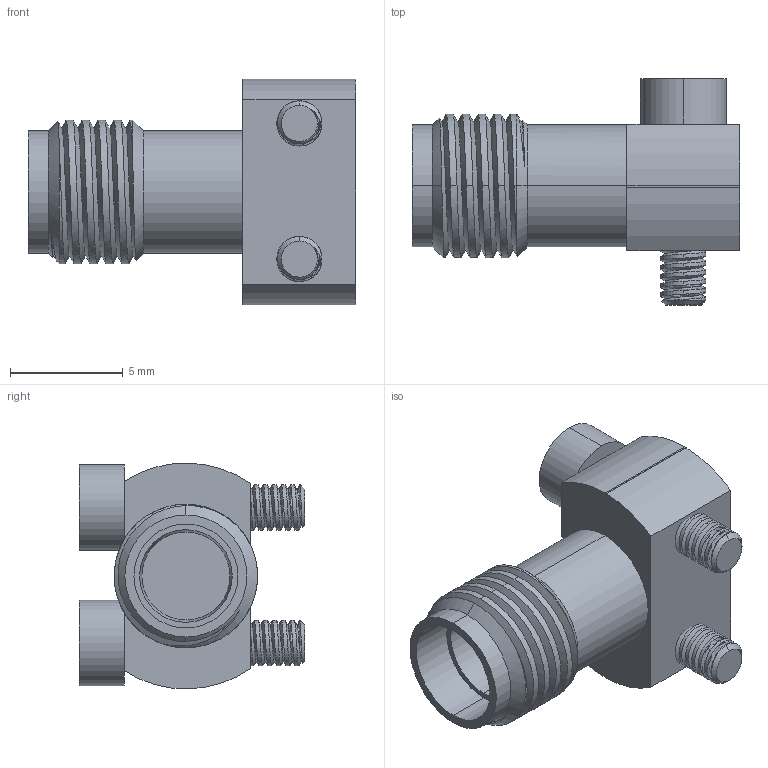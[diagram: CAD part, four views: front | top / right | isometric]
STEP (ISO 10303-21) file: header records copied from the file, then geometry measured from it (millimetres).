
FILE_DESCRIPTION (( 'STEP AP214' ), '1' );
FILE_NAME ('RFPCB-SMA-FS18G-52_3D.step', '2023-03-13T18:28:33', ( '' ), ( '' ), 'SwSTEP 2.0', 'SolidWorks 2022', '' );
FILE_SCHEMA (( 'AUTOMOTIVE_DESIGN' ));
Length unit declared in the file: inch
Products named in the file (3): RFPCB-SMA-FS18G-52_2; RFPCB-SMA-FS18G-52_SCREW; RFPCB-SMA-FS18G-52_3D
Assembly tree (3 placements, depth 2):
  RFPCB-SMA-FS18G-52_3D
    RFPCB-SMA-FS18G-52_2
    RFPCB-SMA-FS18G-52_SCREW  x2
Bounding box: 14.51 x 10 x 10 mm (x, y, z)
Volume: 401 mm3; surface area: 946.2 mm2
Topology: 3 solids, 4 shells, 198 faces, 509 edges, 332 vertices
Faces by surface type: cylinder 128, plane 51, cone 13, bspline 6
Entity records: 6391 total; most frequent: CARTESIAN_POINT 3149, ORIENTED_EDGE 704, DIRECTION 611, EDGE_CURVE 352, VERTEX_POINT 229, AXIS2_PLACEMENT_3D 227, LINE 157, VECTOR 157
